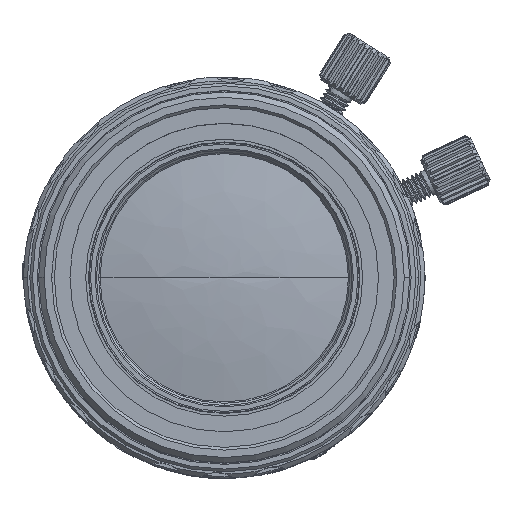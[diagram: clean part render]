
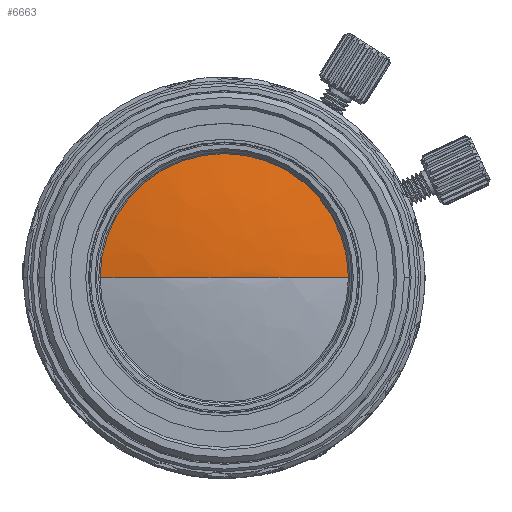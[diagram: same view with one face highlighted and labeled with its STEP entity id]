
A CAD part, top view. The second image highlights one B-rep face of the part: STEP entity #6663.
In plain terms, the highlighted free-form (B-spline) face has degree [3, 3] with [4, 7] control points.
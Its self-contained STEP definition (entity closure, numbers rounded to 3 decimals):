
#599 = CARTESIAN_POINT ( 'NONE',  ( 0., 0., 40.01 ) ) ;
#661 = EDGE_LOOP ( 'NONE', ( #26041, #37047, #39485, #19480 ) ) ;
#866 = CARTESIAN_POINT ( 'NONE',  ( 6.35, -12.699, 39.718 ) ) ;
#1400 = CARTESIAN_POINT ( 'NONE',  ( -3.181, 6.363, 40.01 ) ) ;
#2472 = DIRECTION ( 'NONE',  ( 0., 0., 1. ) ) ;
#2740 = CARTESIAN_POINT ( 'NONE',  ( 0., 0., 39.137 ) ) ;
#4692 = CARTESIAN_POINT ( 'NONE',  ( 3.181, 6.363, 40.01 ) ) ;
#4857 = CARTESIAN_POINT ( 'NONE',  ( 0., 0., 40.01 ) ) ;
#5388 = CARTESIAN_POINT ( 'NONE',  ( 6.35, 0., 39.718 ) ) ;
#5492 = CARTESIAN_POINT ( 'NONE',  ( 0., 0., 40.01 ) ) ;
#6467 = CARTESIAN_POINT ( 'NONE',  ( 0., 0., 40.01 ) ) ;
#6663 = ADVANCED_FACE ( 'NONE', ( #30352 ), #34953, .T. ) ;
#7651 = DIRECTION ( 'NONE',  ( -1., 0., 0. ) ) ;
#9063 = CARTESIAN_POINT ( 'NONE',  ( 3.181, 0., 40.01 ) ) ;
#10587 = CARTESIAN_POINT ( 'NONE',  ( -3.181, 0., 40.01 ) ) ;
#11232 = CARTESIAN_POINT ( 'NONE',  ( -9.477, -18.955, 39.137 ) ) ;
#11504 = AXIS2_PLACEMENT_3D ( 'NONE', #45576, #28949, #7651 ) ;
#12718 = EDGE_CURVE ( 'NONE', #23754, #50891, #17142, .T. ) ;
#13170 = CARTESIAN_POINT ( 'NONE',  ( 6.35, 0., 39.718 ) ) ;
#13429 = CARTESIAN_POINT ( 'NONE',  ( 6.35, 0., 39.718 ) ) ;
#13461 = EDGE_CURVE ( 'NONE', #50891, #22430, #14093, .T. ) ;
#14093 = CIRCLE ( 'NONE', #11504, 9.477 ) ;
#14664 = EDGE_CURVE ( 'NONE', #34633, #23754, #16800, .T. ) ;
#16800 =( BOUNDED_CURVE ( )  B_SPLINE_CURVE ( 3, ( #4857, #46346, #5388, #33531 ),
 .UNSPECIFIED., .F., .F. ) 
 B_SPLINE_CURVE_WITH_KNOTS ( ( 4, 4 ),
 ( 0., 1. ),
 .UNSPECIFIED. ) 
 CURVE ( )  GEOMETRIC_REPRESENTATION_ITEM ( )  RATIONAL_B_SPLINE_CURVE ( ( 1., 0.997, 0.997, 1. ) ) 
 REPRESENTATION_ITEM ( '' )  );
#17142 = CIRCLE ( 'NONE', #47653, 9.477 ) ;
#17242 = CARTESIAN_POINT ( 'NONE',  ( 0., 9.477, 39.137 ) ) ;
#18336 = CARTESIAN_POINT ( 'NONE',  ( 9.477, 0., 39.137 ) ) ;
#18607 = CARTESIAN_POINT ( 'NONE',  ( 9.477, -18.955, 39.137 ) ) ;
#19130 = DIRECTION ( 'NONE',  ( -1., 0., 0. ) ) ;
#19480 = ORIENTED_EDGE ( 'NONE', *, *, #13461, .T. ) ;
#21363 = CARTESIAN_POINT ( 'NONE',  ( -3.181, 0., 40.01 ) ) ;
#21641 = CARTESIAN_POINT ( 'NONE',  ( -6.35, 0., 39.718 ) ) ;
#22430 = VERTEX_POINT ( 'NONE', #43268 ) ;
#23754 = VERTEX_POINT ( 'NONE', #43119 ) ;
#25733 = CARTESIAN_POINT ( 'NONE',  ( 3.181, 0., 40.01 ) ) ;
#26041 = ORIENTED_EDGE ( 'NONE', *, *, #46431, .F. ) ;
#26268 = CARTESIAN_POINT ( 'NONE',  ( 0., 0., 40.01 ) ) ;
#28316 = CARTESIAN_POINT ( 'NONE',  ( 0., 0., 40.01 ) ) ;
#28949 = DIRECTION ( 'NONE',  ( 0., 0., 1. ) ) ;
#29545 = CARTESIAN_POINT ( 'NONE',  ( 0., 0., 40.01 ) ) ;
#30081 = CARTESIAN_POINT ( 'NONE',  ( 9.477, 0., 39.137 ) ) ;
#30352 = FACE_OUTER_BOUND ( 'NONE', #661, .T. ) ;
#33531 = CARTESIAN_POINT ( 'NONE',  ( 9.477, 0., 39.137 ) ) ;
#34172 = CARTESIAN_POINT ( 'NONE',  ( -3.181, -6.363, 40.01 ) ) ;
#34633 = VERTEX_POINT ( 'NONE', #28316 ) ;
#34953 =( BOUNDED_SURFACE ( )  B_SPLINE_SURFACE ( 3, 3, ( 
 ( #599, #43146, #29545, #46178, #26268, #42078, #5492 ),
 ( #25733, #4692, #1400, #21363, #34172, #37983, #9063 ),
 ( #13170, #42347, #50819, #21641, #38257, #866, #13429 ),
 ( #30081, #36041, #43699, #48606, #11232, #18607, #18336 ) ),
 .UNSPECIFIED., .F., .T., .F. ) 
 B_SPLINE_SURFACE_WITH_KNOTS ( ( 4, 4 ),
 ( 4, 3, 4 ),
 ( 0., 1. ),
 ( 0., 0.5, 1. ),
 .UNSPECIFIED. ) 
 GEOMETRIC_REPRESENTATION_ITEM ( )  RATIONAL_B_SPLINE_SURFACE ( (
 ( 1., 0.333, 0.333, 1., 0.333, 0.333, 1.),
 ( 0.997, 0.332, 0.332, 0.997, 0.332, 0.332, 0.997),
 ( 0.997, 0.332, 0.332, 0.997, 0.332, 0.332, 0.997),
 ( 1., 0.333, 0.333, 1., 0.333, 0.333, 1.) ) ) 
 REPRESENTATION_ITEM ( '' )  SURFACE ( )  );
#36041 = CARTESIAN_POINT ( 'NONE',  ( 9.477, 18.955, 39.137 ) ) ;
#37047 = ORIENTED_EDGE ( 'NONE', *, *, #14664, .T. ) ;
#37983 = CARTESIAN_POINT ( 'NONE',  ( 3.181, -6.363, 40.01 ) ) ;
#38257 = CARTESIAN_POINT ( 'NONE',  ( -6.35, -12.699, 39.718 ) ) ;
#39485 = ORIENTED_EDGE ( 'NONE', *, *, #12718, .T. ) ;
#42078 = CARTESIAN_POINT ( 'NONE',  ( 0., 0., 40.01 ) ) ;
#42347 = CARTESIAN_POINT ( 'NONE',  ( 6.35, 12.699, 39.718 ) ) ;
#43119 = CARTESIAN_POINT ( 'NONE',  ( 9.477, 0., 39.137 ) ) ;
#43146 = CARTESIAN_POINT ( 'NONE',  ( 0., 0., 40.01 ) ) ;
#43268 = CARTESIAN_POINT ( 'NONE',  ( -9.477, 0., 39.137 ) ) ;
#43699 = CARTESIAN_POINT ( 'NONE',  ( -9.477, 18.955, 39.137 ) ) ;
#43857 = CARTESIAN_POINT ( 'NONE',  ( -9.477, 0., 39.137 ) ) ;
#45576 = CARTESIAN_POINT ( 'NONE',  ( 0., 0., 39.137 ) ) ;
#46178 = CARTESIAN_POINT ( 'NONE',  ( 0., 0., 40.01 ) ) ;
#46346 = CARTESIAN_POINT ( 'NONE',  ( 3.181, 0., 40.01 ) ) ;
#46431 = EDGE_CURVE ( 'NONE', #34633, #22430, #48204, .T. ) ;
#47653 = AXIS2_PLACEMENT_3D ( 'NONE', #2740, #2472, #19130 ) ;
#48204 =( BOUNDED_CURVE ( )  B_SPLINE_CURVE ( 3, ( #6467, #10587, #51525, #43857 ),
 .UNSPECIFIED., .F., .T. ) 
 B_SPLINE_CURVE_WITH_KNOTS ( ( 4, 4 ),
 ( 0., 1. ),
 .UNSPECIFIED. ) 
 CURVE ( )  GEOMETRIC_REPRESENTATION_ITEM ( )  RATIONAL_B_SPLINE_CURVE ( ( 1., 0.997, 0.997, 1. ) ) 
 REPRESENTATION_ITEM ( '' )  );
#48606 = CARTESIAN_POINT ( 'NONE',  ( -9.477, 0., 39.137 ) ) ;
#50819 = CARTESIAN_POINT ( 'NONE',  ( -6.35, 12.699, 39.718 ) ) ;
#50891 = VERTEX_POINT ( 'NONE', #17242 ) ;
#51525 = CARTESIAN_POINT ( 'NONE',  ( -6.35, 0., 39.718 ) ) ;
